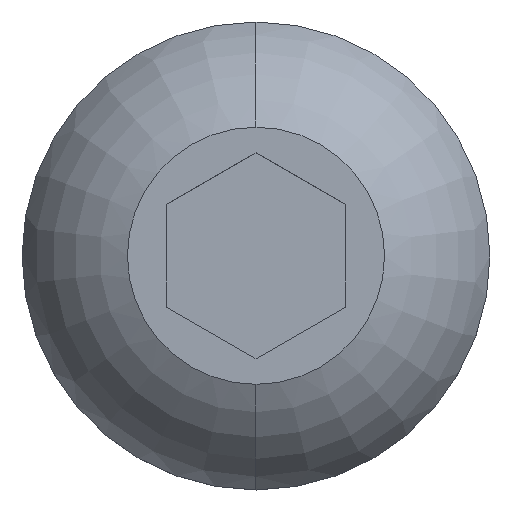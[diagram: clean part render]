
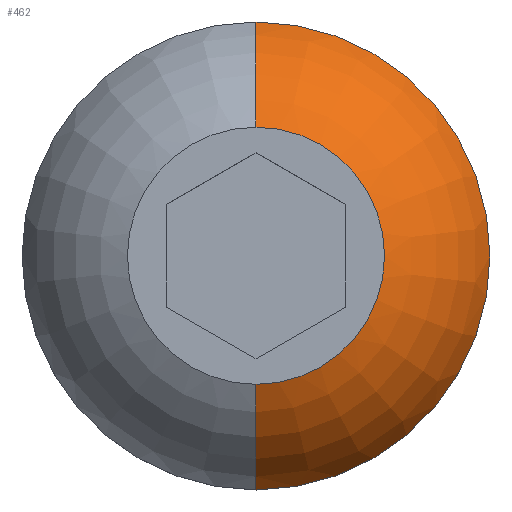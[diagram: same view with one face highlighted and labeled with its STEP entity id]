
A CAD part, top view. The second image highlights one B-rep face of the part: STEP entity #462.
In plain terms, the highlighted toroidal (fillet/blend) face has major radius 1.18 mm and minor radius 4.331 mm.
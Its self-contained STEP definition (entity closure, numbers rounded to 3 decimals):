
#22 = CARTESIAN_POINT ( 'NONE',  ( 0., 0., 0.8 ) ) ;
#23 = AXIS2_PLACEMENT_3D ( 'NONE', #22, #791, #281 ) ;
#43 = VERTEX_POINT ( 'NONE', #371 ) ;
#89 = AXIS2_PLACEMENT_3D ( 'NONE', #524, #521, #343 ) ;
#119 = VERTEX_POINT ( 'NONE', #635 ) ;
#121 = EDGE_CURVE ( 'NONE', #119, #43, #766, .T. ) ;
#125 = CIRCLE ( 'NONE', #89, 4.331 ) ;
#146 = TOROIDAL_SURFACE ( 'NONE', #232, 1.18, 4.331 ) ;
#159 = VERTEX_POINT ( 'NONE', #381 ) ;
#180 = DIRECTION ( 'NONE',  ( 0., 0., 1. ) ) ;
#184 = ORIENTED_EDGE ( 'NONE', *, *, #823, .T. ) ;
#230 = DIRECTION ( 'NONE',  ( 0., 0., -1. ) ) ;
#231 = CIRCLE ( 'NONE', #23, 5.25 ) ;
#232 = AXIS2_PLACEMENT_3D ( 'NONE', #806, #230, #500 ) ;
#240 = CARTESIAN_POINT ( 'NONE',  ( 0., 0., 3.3 ) ) ;
#281 = DIRECTION ( 'NONE',  ( -1., 0., 0. ) ) ;
#288 = CIRCLE ( 'NONE', #339, 2.885 ) ;
#322 = DIRECTION ( 'NONE',  ( -1., 0., 0. ) ) ;
#329 = CARTESIAN_POINT ( 'NONE',  ( 0., 5.25, 0.8 ) ) ;
#330 = VERTEX_POINT ( 'NONE', #329 ) ;
#331 = EDGE_CURVE ( 'NONE', #330, #119, #231, .T. ) ;
#339 = AXIS2_PLACEMENT_3D ( 'NONE', #240, #180, #741 ) ;
#343 = DIRECTION ( 'NONE',  ( 0., 0., 1. ) ) ;
#346 = FACE_OUTER_BOUND ( 'NONE', #574, .T. ) ;
#353 = AXIS2_PLACEMENT_3D ( 'NONE', #793, #737, #362 ) ;
#362 = DIRECTION ( 'NONE',  ( 0., 0., -1. ) ) ;
#371 = CARTESIAN_POINT ( 'NONE',  ( 0., -5.25, 0.8 ) ) ;
#381 = CARTESIAN_POINT ( 'NONE',  ( 0., -2.885, 3.3 ) ) ;
#443 = DIRECTION ( 'NONE',  ( 0., 0., -1. ) ) ;
#462 = ADVANCED_FACE ( 'NONE', ( #346 ), #146, .T. ) ;
#500 = DIRECTION ( 'NONE',  ( 0., 1., 0. ) ) ;
#518 = ORIENTED_EDGE ( 'NONE', *, *, #331, .F. ) ;
#521 = DIRECTION ( 'NONE',  ( -1., 0., 0. ) ) ;
#524 = CARTESIAN_POINT ( 'NONE',  ( 0., 1.18, -0.681 ) ) ;
#555 = VERTEX_POINT ( 'NONE', #568 ) ;
#568 = CARTESIAN_POINT ( 'NONE',  ( 0., 2.885, 3.3 ) ) ;
#574 = EDGE_LOOP ( 'NONE', ( #628, #184, #734, #518, #778 ) ) ;
#609 = AXIS2_PLACEMENT_3D ( 'NONE', #820, #443, #322 ) ;
#625 = CIRCLE ( 'NONE', #353, 4.331 ) ;
#628 = ORIENTED_EDGE ( 'NONE', *, *, #797, .F. ) ;
#635 = CARTESIAN_POINT ( 'NONE',  ( 5.25, 0., 0.8 ) ) ;
#694 = EDGE_CURVE ( 'NONE', #555, #330, #125, .T. ) ;
#734 = ORIENTED_EDGE ( 'NONE', *, *, #121, .F. ) ;
#737 = DIRECTION ( 'NONE',  ( 1., 0., 0. ) ) ;
#741 = DIRECTION ( 'NONE',  ( 0., 1., 0. ) ) ;
#766 = CIRCLE ( 'NONE', #609, 5.25 ) ;
#778 = ORIENTED_EDGE ( 'NONE', *, *, #694, .F. ) ;
#791 = DIRECTION ( 'NONE',  ( 0., 0., -1. ) ) ;
#793 = CARTESIAN_POINT ( 'NONE',  ( 0., -1.18, -0.681 ) ) ;
#797 = EDGE_CURVE ( 'NONE', #159, #555, #288, .T. ) ;
#806 = CARTESIAN_POINT ( 'NONE',  ( 0., 0., -0.681 ) ) ;
#820 = CARTESIAN_POINT ( 'NONE',  ( 0., 0., 0.8 ) ) ;
#823 = EDGE_CURVE ( 'NONE', #159, #43, #625, .T. ) ;
